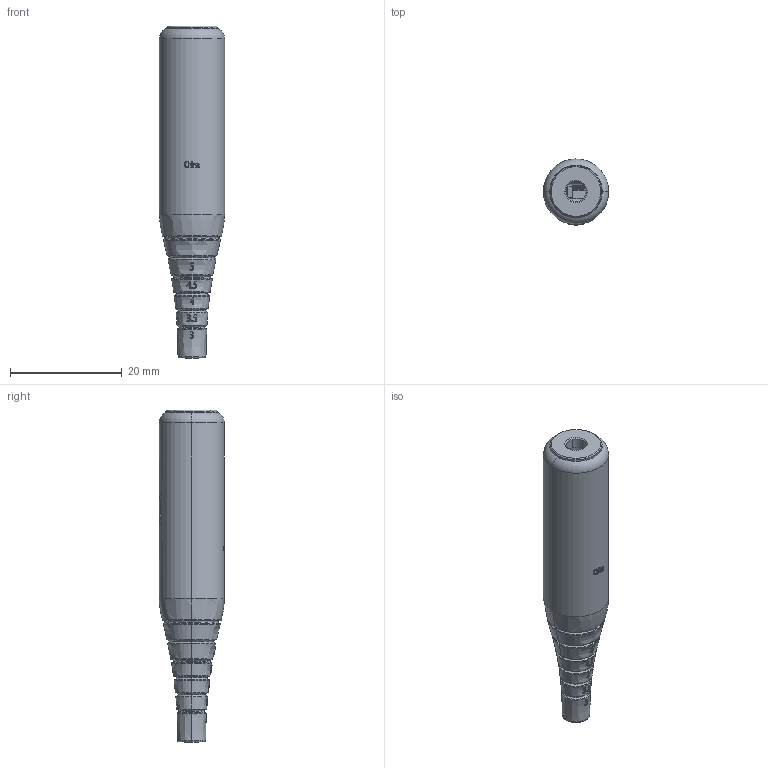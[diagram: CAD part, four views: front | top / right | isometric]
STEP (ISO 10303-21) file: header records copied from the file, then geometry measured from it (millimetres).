
FILE_DESCRIPTION (( 'STEP AP203' ), '1' );
FILE_NAME ('55-00206.STEP', '2026-02-19T19:32:01', ( '' ), ( '' ), 'SwSTEP 2.0', 'SolidWorks 2025', '' );
FILE_SCHEMA (( 'CONFIG_CONTROL_DESIGN' ));
Length unit declared in the file: millimetre
Products named in the file (13): 3.5________; 56-00047; E335SJ-5; 56-00048; 55-00206(2); 55-00206; ____; E335SJ-4; E335SJ-811; 3.5JJ-4-; E335SJ-6; 50-01096; 3.5JJ-1
Assembly tree (12 placements, depth 4):
  55-00206
    50-01096
      55-00206(2)
        3.5JJ-4-
        E335SJ-4
        E335SJ-811
        E335SJ-5
        3.5JJ-1
        E335SJ-6
        3.5________
        ____
    56-00047
    56-00048
Bounding box: 11.7 x 11.8 x 59.5 mm (x, y, z)
Volume: 3383.3 mm3; surface area: 7454.6 mm2
Topology: 25 solids, 25 shells, 626 faces, 1580 edges, 1004 vertices
Faces by surface type: plane 245, bspline 196, cylinder 104, cone 73, torus 8
Entity records: 27817 total; most frequent: CARTESIAN_POINT 12756, ORIENTED_EDGE 3152, DIRECTION 2414, EDGE_CURVE 1576, VERTEX_POINT 1004, AXIS2_PLACEMENT_3D 881, EDGE_LOOP 666, LINE 652
